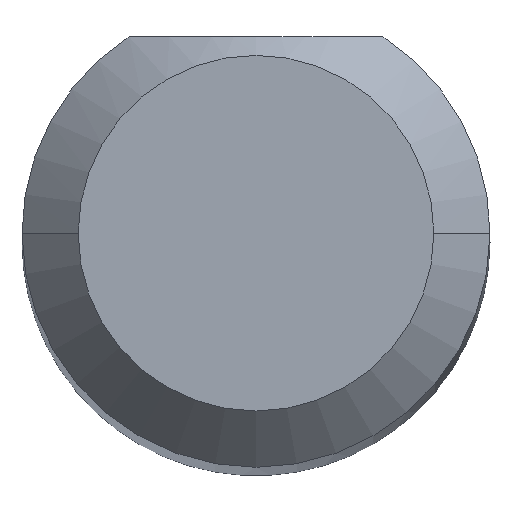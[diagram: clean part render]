
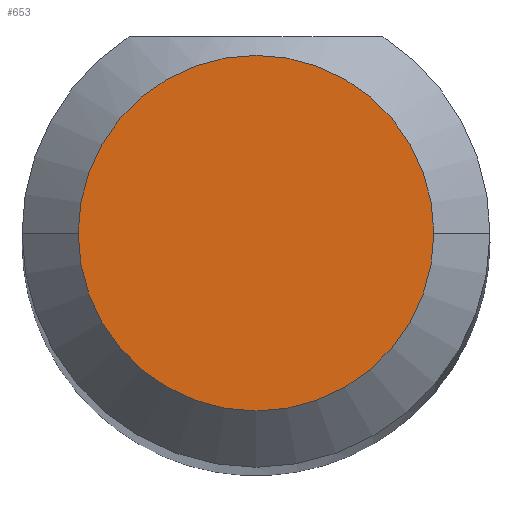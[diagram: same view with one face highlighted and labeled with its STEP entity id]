
A CAD part, top view. The second image highlights one B-rep face of the part: STEP entity #653.
In plain terms, the highlighted planar face has unit normal (0, 0, 1).
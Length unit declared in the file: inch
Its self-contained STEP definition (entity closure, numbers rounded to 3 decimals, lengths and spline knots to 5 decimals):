
#19 = AXIS2_PLACEMENT_3D ( 'NONE', #354, #555, #426 ) ;
#155 = AXIS2_PLACEMENT_3D ( 'NONE', #386, #495, #595 ) ;
#214 = DIRECTION ( 'NONE',  ( 0., 0., 1. ) ) ;
#293 = EDGE_CURVE ( 'NONE', #550, #316, #439, .T. ) ;
#316 = VERTEX_POINT ( 'NONE', #542 ) ;
#324 = FACE_OUTER_BOUND ( 'NONE', #644, .T. ) ;
#331 = ORIENTED_EDGE ( 'NONE', *, *, #551, .T. ) ;
#354 = CARTESIAN_POINT ( 'NONE',  ( 0., 0., 1.5 ) ) ;
#372 = ORIENTED_EDGE ( 'NONE', *, *, #293, .T. ) ;
#386 = CARTESIAN_POINT ( 'NONE',  ( 0., 0., 1.5 ) ) ;
#405 = AXIS2_PLACEMENT_3D ( 'NONE', #635, #214, #630 ) ;
#426 = DIRECTION ( 'NONE',  ( 1., 0., 0. ) ) ;
#439 = CIRCLE ( 'NONE', #155, 0.0475 ) ;
#481 = PLANE ( 'NONE',  #405 ) ;
#495 = DIRECTION ( 'NONE',  ( 0., 0., 1. ) ) ;
#542 = CARTESIAN_POINT ( 'NONE',  ( -0.0475, 0., 1.5 ) ) ;
#550 = VERTEX_POINT ( 'NONE', #611 ) ;
#551 = EDGE_CURVE ( 'NONE', #316, #550, #607, .T. ) ;
#555 = DIRECTION ( 'NONE',  ( 0., 0., 1. ) ) ;
#595 = DIRECTION ( 'NONE',  ( 1., 0., 0. ) ) ;
#607 = CIRCLE ( 'NONE', #19, 0.0475 ) ;
#611 = CARTESIAN_POINT ( 'NONE',  ( 0.0475, 0., 1.5 ) ) ;
#630 = DIRECTION ( 'NONE',  ( 1., 0., 0. ) ) ;
#635 = CARTESIAN_POINT ( 'NONE',  ( 0., 0., 1.5 ) ) ;
#644 = EDGE_LOOP ( 'NONE', ( #331, #372 ) ) ;
#653 = ADVANCED_FACE ( 'NONE', ( #324 ), #481, .T. ) ;
